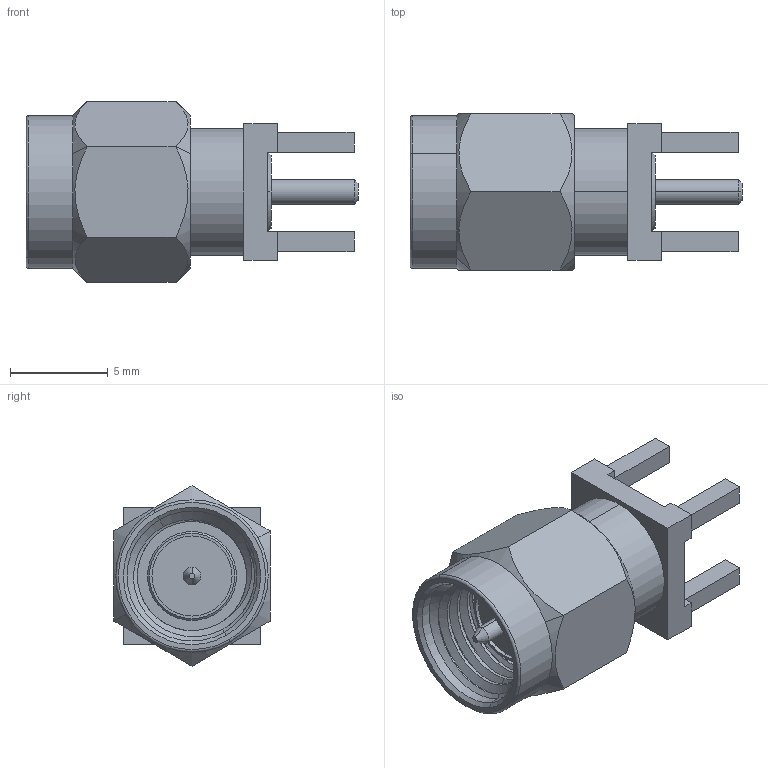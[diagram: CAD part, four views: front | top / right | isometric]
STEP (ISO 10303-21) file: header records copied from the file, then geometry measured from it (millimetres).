
FILE_DESCRIPTION((''),'2;1');
FILE_NAME('SMA1251A1-3GT50G-50_SW0001','2020-05-15T11:57:24',('Kaviyarasan'),(''),'CREO PARAMETRIC BY PTC INC, 2019444','CREO PARAMETRIC BY PTC INC, 2019444','');
FILE_SCHEMA(('CONFIG_CONTROL_DESIGN'));
Length unit declared in the file: millimetre
Products named in the file (1): SMA1251A1-3GT50G-50_SW0001
Bounding box: 17 x 8 x 9.24 mm (x, y, z)
Volume: 507.9 mm3; surface area: 709.8 mm2
Topology: 1 solids, 1 shells, 95 faces, 232 edges, 148 vertices
Faces by surface type: plane 45, cylinder 24, cone 18, bspline 6, torus 2
Entity records: 4970 total; most frequent: CARTESIAN_POINT 2735, ORIENTED_EDGE 464, DIRECTION 432, EDGE_CURVE 232, AXIS2_PLACEMENT_3D 149, VERTEX_POINT 148, VECTOR 134, LINE 134
